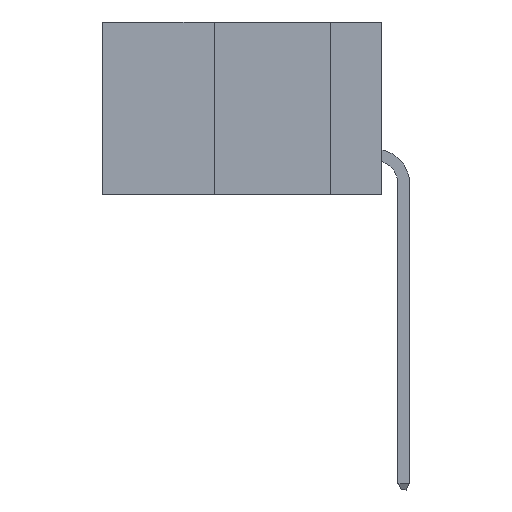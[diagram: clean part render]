
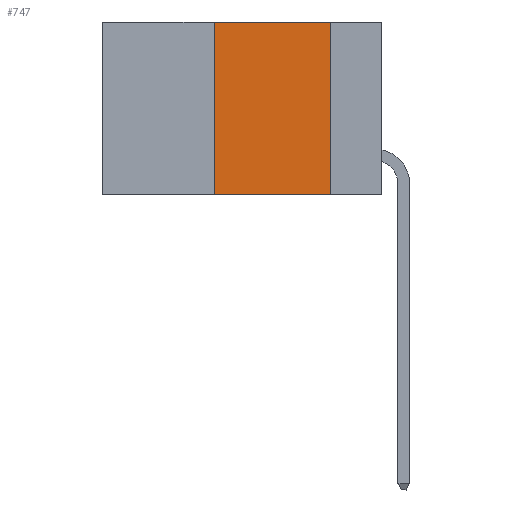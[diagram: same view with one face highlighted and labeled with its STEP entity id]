
A CAD part, left-side view. The second image highlights one B-rep face of the part: STEP entity #747.
In plain terms, the highlighted planar face has unit normal (-1, 0, 0).
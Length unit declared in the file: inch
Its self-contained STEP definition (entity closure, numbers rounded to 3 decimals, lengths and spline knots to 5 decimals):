
#411 = EDGE_CURVE ( 'NONE', #15219, #15402, #18151, .T. ) ;
#695 = LINE ( 'NONE', #13576, #11851 ) ;
#747 = ADVANCED_FACE ( 'NONE', ( #5696 ), #20553, .F. ) ;
#1436 = DIRECTION ( 'NONE',  ( 0., -1., 0. ) ) ;
#1983 = CARTESIAN_POINT ( 'NONE',  ( 0., 0.11, -0.37 ) ) ;
#2062 = ORIENTED_EDGE ( 'NONE', *, *, #411, .F. ) ;
#2539 = DIRECTION ( 'NONE',  ( 0., 0., 1. ) ) ;
#2982 = EDGE_CURVE ( 'NONE', #15402, #20573, #695, .T. ) ;
#5473 = CARTESIAN_POINT ( 'NONE',  ( 0., 0.6, 0. ) ) ;
#5696 = FACE_OUTER_BOUND ( 'NONE', #9247, .T. ) ;
#7246 = CARTESIAN_POINT ( 'NONE',  ( 0., 0.11, 0. ) ) ;
#7554 = DIRECTION ( 'NONE',  ( 0., 0., -1. ) ) ;
#7869 = VERTEX_POINT ( 'NONE', #16640 ) ;
#7933 = LINE ( 'NONE', #11000, #10091 ) ;
#8501 = ORIENTED_EDGE ( 'NONE', *, *, #15166, .F. ) ;
#9084 = ORIENTED_EDGE ( 'NONE', *, *, #15380, .T. ) ;
#9247 = EDGE_LOOP ( 'NONE', ( #20369, #2062, #8501, #9084 ) ) ;
#10091 = VECTOR ( 'NONE', #2539, 39.37008 ) ;
#10436 = LINE ( 'NONE', #13752, #14683 ) ;
#11000 = CARTESIAN_POINT ( 'NONE',  ( 0., 0.36, 0. ) ) ;
#11087 = CARTESIAN_POINT ( 'NONE',  ( 0., 0.6, 0. ) ) ;
#11851 = VECTOR ( 'NONE', #20301, 39.37008 ) ;
#12994 = CARTESIAN_POINT ( 'NONE',  ( 0., 0.36, 0. ) ) ;
#13576 = CARTESIAN_POINT ( 'NONE',  ( 0., 0.11, 0. ) ) ;
#13752 = CARTESIAN_POINT ( 'NONE',  ( 0., 0.6, -0.37 ) ) ;
#14683 = VECTOR ( 'NONE', #16951, 39.37008 ) ;
#15166 = EDGE_CURVE ( 'NONE', #7869, #15219, #7933, .T. ) ;
#15219 = VERTEX_POINT ( 'NONE', #12994 ) ;
#15380 = EDGE_CURVE ( 'NONE', #7869, #20573, #10436, .T. ) ;
#15402 = VERTEX_POINT ( 'NONE', #7246 ) ;
#15920 = DIRECTION ( 'NONE',  ( 1., 0., 0. ) ) ;
#16224 = VECTOR ( 'NONE', #1436, 39.37008 ) ;
#16640 = CARTESIAN_POINT ( 'NONE',  ( 0., 0.36, -0.37 ) ) ;
#16951 = DIRECTION ( 'NONE',  ( 0., -1., 0. ) ) ;
#18042 = AXIS2_PLACEMENT_3D ( 'NONE', #5473, #15920, #7554 ) ;
#18151 = LINE ( 'NONE', #11087, #16224 ) ;
#20301 = DIRECTION ( 'NONE',  ( 0., 0., -1. ) ) ;
#20369 = ORIENTED_EDGE ( 'NONE', *, *, #2982, .F. ) ;
#20553 = PLANE ( 'NONE',  #18042 ) ;
#20573 = VERTEX_POINT ( 'NONE', #1983 ) ;
